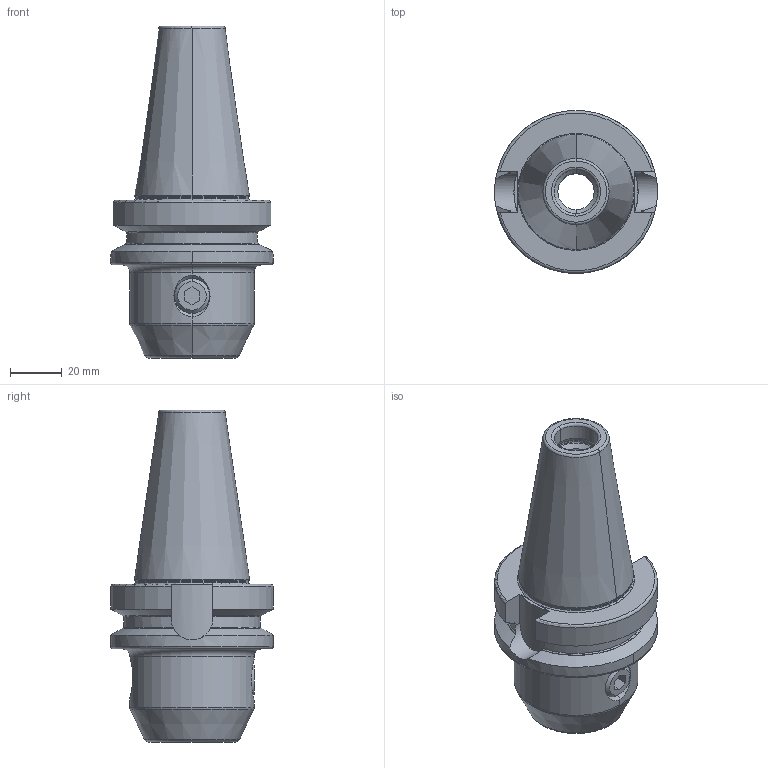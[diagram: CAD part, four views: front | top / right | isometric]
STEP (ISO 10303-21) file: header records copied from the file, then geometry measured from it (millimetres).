
FILE_DESCRIPTION((''),'2;1');
FILE_NAME('405_04_16','2020-07-23T',('101107'),(''),'CREO PARAMETRIC BY PTC INC, 2016260','CREO PARAMETRIC BY PTC INC, 2016260','');
FILE_SCHEMA(('CONFIG_CONTROL_DESIGN'));
Length unit declared in the file: millimetre
Products named in the file (1): 405_04_16
Bounding box: 63 x 63 x 128.4 mm (x, y, z)
Volume: 170852.5 mm3; surface area: 28939.7 mm2
Topology: 1 solids, 1 shells, 104 faces, 251 edges, 151 vertices
Faces by surface type: plane 28, torus 28, cylinder 26, cone 20, sphere 2
Entity records: 3341 total; most frequent: CARTESIAN_POINT 857, DIRECTION 543, ORIENTED_EDGE 498, EDGE_CURVE 249, AXIS2_PLACEMENT_3D 223, VERTEX_POINT 151, CIRCLE 116, EDGE_LOOP 110
